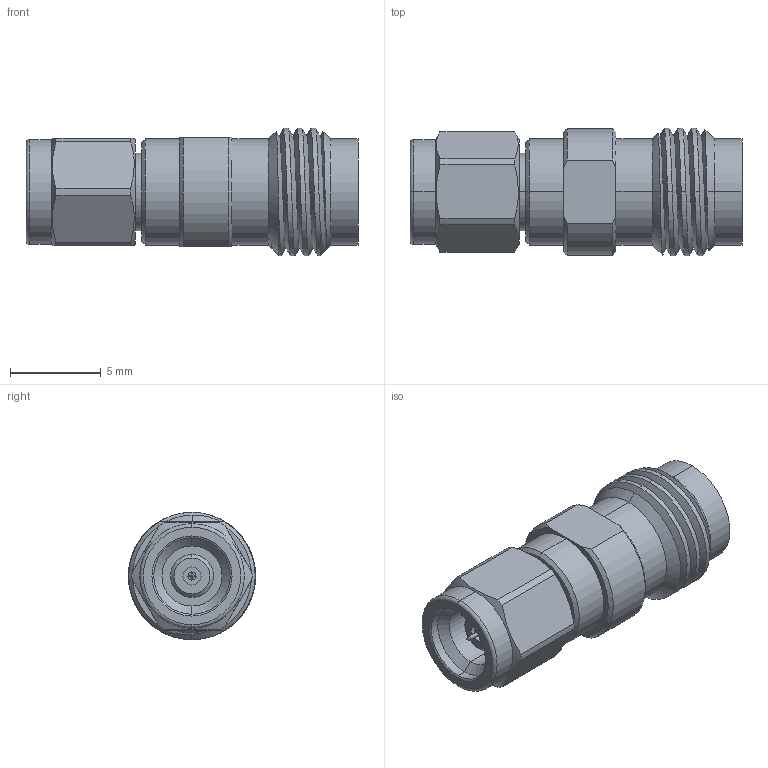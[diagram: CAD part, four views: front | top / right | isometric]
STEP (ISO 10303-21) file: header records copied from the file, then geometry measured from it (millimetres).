
FILE_DESCRIPTION (( 'STEP AP214' ), '1' );
FILE_NAME ('CT-2F1M-LN1.STEP', '2025-01-03T18:43:58', ( '' ), ( '' ), 'SwSTEP 2.0', 'SolidWorks 2021', '' );
FILE_SCHEMA (( 'AUTOMOTIVE_DESIGN' ));
Length unit declared in the file: millimetre
Products named in the file (1): CT-2F1M-LN1
Bounding box: 18.25 x 7 x 7 mm (x, y, z)
Volume: 452.3 mm3; surface area: 683.1 mm2
Topology: 1 solids, 2 shells, 122 faces, 293 edges, 187 vertices
Faces by surface type: cylinder 51, plane 37, cone 30, torus 2, bspline 2
Entity records: 4668 total; most frequent: CARTESIAN_POINT 1803, DIRECTION 608, ORIENTED_EDGE 586, EDGE_CURVE 293, AXIS2_PLACEMENT_3D 249, VERTEX_POINT 187, EDGE_LOOP 136, CIRCLE 128
